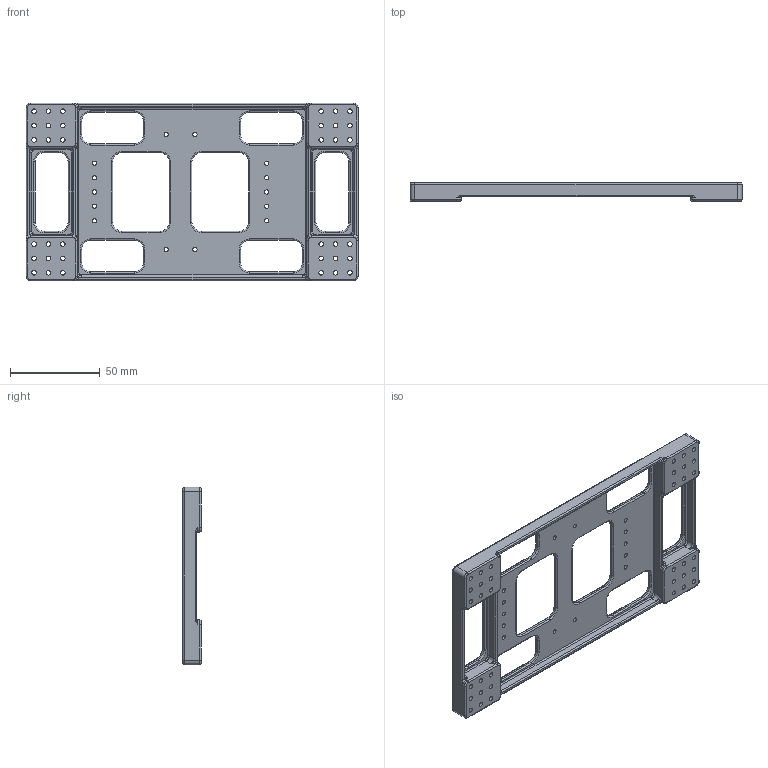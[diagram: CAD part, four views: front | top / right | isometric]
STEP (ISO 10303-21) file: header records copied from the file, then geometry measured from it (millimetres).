
FILE_DESCRIPTION (( 'STEP AP214' ), '1' );
FILE_NAME ('Body frame top.STEP', '2019-11-20T00:25:41', ( '' ), ( '' ), 'SwSTEP 2.0', 'SolidWorks 2011', '' );
FILE_SCHEMA (( 'AUTOMOTIVE_DESIGN' ));
Length unit declared in the file: inch
Products named in the file (1): Body frame top
Bounding box: 185 x 10.16 x 99 mm (x, y, z)
Volume: 52737.9 mm3; surface area: 37012.7 mm2
Topology: 1 solids, 1 shells, 738 faces, 1716 edges, 992 vertices
Faces by surface type: cylinder 340, torus 264, plane 98, bspline 36
Entity records: 22228 total; most frequent: CARTESIAN_POINT 4743, DIRECTION 4138, ORIENTED_EDGE 3384, AXIS2_PLACEMENT_3D 1815, EDGE_CURVE 1692, CIRCLE 1112, VERTEX_POINT 992, EDGE_LOOP 890
